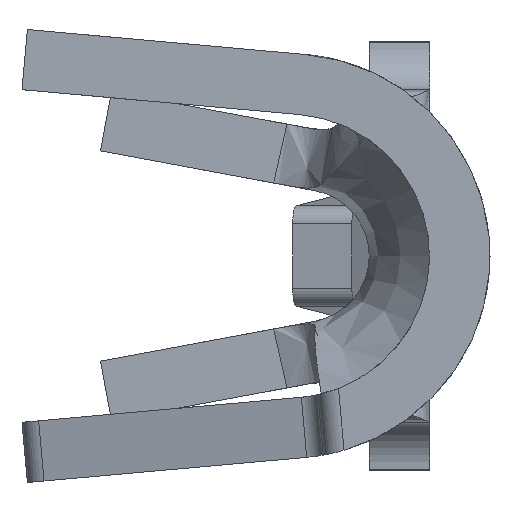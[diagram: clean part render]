
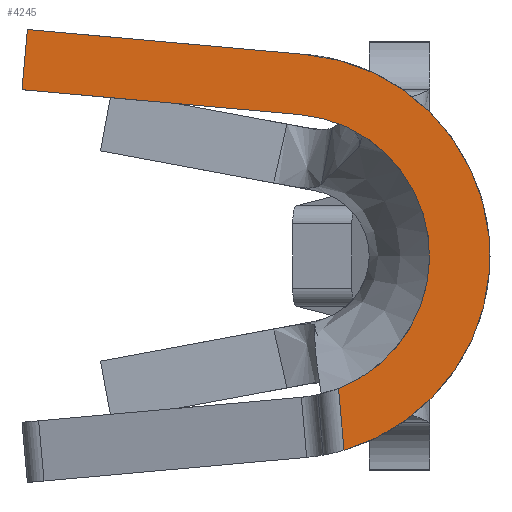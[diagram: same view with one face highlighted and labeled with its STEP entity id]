
A CAD part, left-side view. The second image highlights one B-rep face of the part: STEP entity #4245.
In plain terms, the highlighted planar face has unit normal (-1, 0, 0).
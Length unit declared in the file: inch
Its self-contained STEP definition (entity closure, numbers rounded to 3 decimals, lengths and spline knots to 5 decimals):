
#100 = EDGE_CURVE ( 'NONE', #2817, #5245, #3241, .T. ) ;
#278 = VECTOR ( 'NONE', #7407, 39.37008 ) ;
#376 = CARTESIAN_POINT ( 'NONE',  ( -0.732, 0.0428, 0.04681 ) ) ;
#609 = CARTESIAN_POINT ( 'NONE',  ( -0.732, 0.047, 0. ) ) ;
#666 = DIRECTION ( 'NONE',  ( 0., -0.996, -0.089 ) ) ;
#714 = VERTEX_POINT ( 'NONE', #5048 ) ;
#1093 = CARTESIAN_POINT ( 'NONE',  ( -0.732, 0.03018, -0.04389 ) ) ;
#1113 = EDGE_CURVE ( 'NONE', #4243, #5245, #5562, .T. ) ;
#1183 = ORIENTED_EDGE ( 'NONE', *, *, #3073, .F. ) ;
#1194 = DIRECTION ( 'NONE',  ( 0., 0., -1. ) ) ;
#1365 = EDGE_CURVE ( 'NONE', #4243, #2079, #6178, .T. ) ;
#1578 = CARTESIAN_POINT ( 'NONE',  ( -0.732, 0.13321, 0.075 ) ) ;
#1811 = FACE_OUTER_BOUND ( 'NONE', #3374, .T. ) ;
#1895 = EDGE_CURVE ( 'NONE', #4918, #2817, #3224, .T. ) ;
#2079 = VERTEX_POINT ( 'NONE', #376 ) ;
#2247 = DIRECTION ( 'NONE',  ( 0., 0., -1. ) ) ;
#2308 = ORIENTED_EDGE ( 'NONE', *, *, #4248, .F. ) ;
#2361 = LINE ( 'NONE', #2529, #3763 ) ;
#2434 = AXIS2_PLACEMENT_3D ( 'NONE', #609, #4682, #1194 ) ;
#2529 = CARTESIAN_POINT ( 'NONE',  ( -0.732, 0.135, 0.05508 ) ) ;
#2559 = CARTESIAN_POINT ( 'NONE',  ( -0.732, 0.047, 0. ) ) ;
#2566 = DIRECTION ( 'NONE',  ( 0., 0., -1. ) ) ;
#2597 = ORIENTED_EDGE ( 'NONE', *, *, #1365, .F. ) ;
#2667 = VECTOR ( 'NONE', #7293, 39.37008 ) ;
#2709 = AXIS2_PLACEMENT_3D ( 'NONE', #6802, #5727, #2247 ) ;
#2774 = DIRECTION ( 'NONE',  ( 1., 0., 0. ) ) ;
#2817 = VERTEX_POINT ( 'NONE', #5153 ) ;
#3073 = EDGE_CURVE ( 'NONE', #714, #4918, #2361, .T. ) ;
#3224 = LINE ( 'NONE', #5299, #6094 ) ;
#3241 = CIRCLE ( 'NONE', #6478, 0.067 ) ;
#3374 = EDGE_LOOP ( 'NONE', ( #2597, #5351, #5182, #6035, #1183, #2308 ) ) ;
#3448 = CARTESIAN_POINT ( 'NONE',  ( -0.732, 0.0428, 0.04681 ) ) ;
#3763 = VECTOR ( 'NONE', #4912, 39.37008 ) ;
#3956 = CARTESIAN_POINT ( 'NONE',  ( -0.732, 0.03421, 0.00115 ) ) ;
#4243 = VERTEX_POINT ( 'NONE', #1093 ) ;
#4245 = ADVANCED_FACE ( 'NONE', ( #1811 ), #5164, .F. ) ;
#4248 = EDGE_CURVE ( 'NONE', #2079, #714, #4736, .T. ) ;
#4682 = DIRECTION ( 'NONE',  ( -1., 0., 0. ) ) ;
#4736 = LINE ( 'NONE', #3448, #278 ) ;
#4912 = DIRECTION ( 'NONE',  ( 0., -0.089, 0.996 ) ) ;
#4918 = VERTEX_POINT ( 'NONE', #1578 ) ;
#5048 = CARTESIAN_POINT ( 'NONE',  ( -0.732, 0.135, 0.05508 ) ) ;
#5153 = CARTESIAN_POINT ( 'NONE',  ( -0.732, 0.04102, 0.06673 ) ) ;
#5164 = PLANE ( 'NONE',  #2709 ) ;
#5182 = ORIENTED_EDGE ( 'NONE', *, *, #100, .F. ) ;
#5245 = VERTEX_POINT ( 'NONE', #6389 ) ;
#5299 = CARTESIAN_POINT ( 'NONE',  ( -0.732, 0.04102, 0.06673 ) ) ;
#5351 = ORIENTED_EDGE ( 'NONE', *, *, #1113, .T. ) ;
#5562 = LINE ( 'NONE', #3956, #2667 ) ;
#5727 = DIRECTION ( 'NONE',  ( 1., 0., 0. ) ) ;
#6035 = ORIENTED_EDGE ( 'NONE', *, *, #1895, .F. ) ;
#6094 = VECTOR ( 'NONE', #666, 39.37008 ) ;
#6178 = CIRCLE ( 'NONE', #2434, 0.047 ) ;
#6389 = CARTESIAN_POINT ( 'NONE',  ( -0.732, 0.02834, -0.06435 ) ) ;
#6478 = AXIS2_PLACEMENT_3D ( 'NONE', #2559, #2774, #2566 ) ;
#6802 = CARTESIAN_POINT ( 'NONE',  ( -0.732, 0.047, 0. ) ) ;
#7293 = DIRECTION ( 'NONE',  ( 0., -0.089, -0.996 ) ) ;
#7407 = DIRECTION ( 'NONE',  ( 0., 0.996, 0.089 ) ) ;
